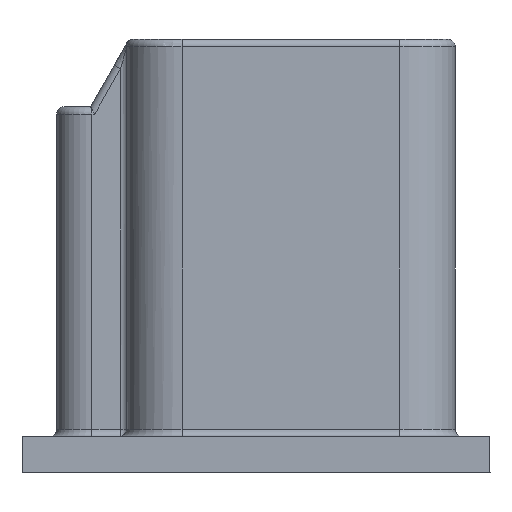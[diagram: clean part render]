
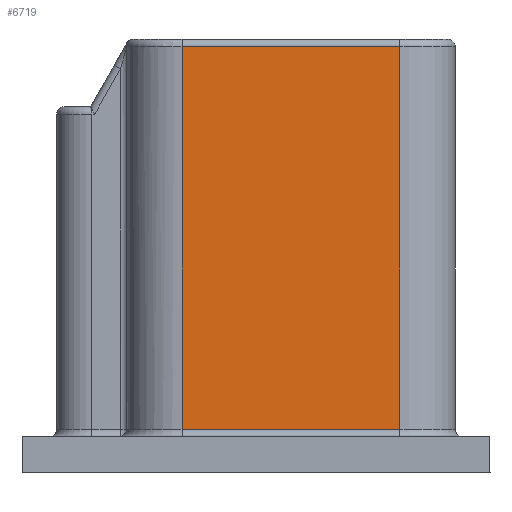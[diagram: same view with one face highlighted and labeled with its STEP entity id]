
A CAD part, left-side view. The second image highlights one B-rep face of the part: STEP entity #6719.
In plain terms, the highlighted planar face has unit normal (-1, 0, 0).
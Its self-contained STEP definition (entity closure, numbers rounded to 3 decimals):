
#6699=AXIS2_PLACEMENT_3D('Plane Axis2P3D',#6696,#6697,#6698) ;
#5318=CARTESIAN_POINT('Vertex',(-7.825,1.1,0.3)) ;
#5342=CARTESIAN_POINT('Vertex',(-7.825,-7.95,0.3)) ;
#5345=CARTESIAN_POINT('Line Origine',(-7.825,-1.975,0.3)) ;
#6674=CARTESIAN_POINT('Line Origine',(-7.825,1.1,15.)) ;
#6678=CARTESIAN_POINT('Vertex',(-7.825,1.1,16.2)) ;
#6696=CARTESIAN_POINT('Axis2P3D Location',(-7.825,0.6,15.)) ;
#6701=CARTESIAN_POINT('Line Origine',(-7.825,-7.95,8.25)) ;
#6705=CARTESIAN_POINT('Vertex',(-7.825,-7.95,16.2)) ;
#6708=CARTESIAN_POINT('Line Origine',(-7.825,-3.425,16.2)) ;
#5346=DIRECTION('Vector Direction',(0.,1.,0.)) ;
#6675=DIRECTION('Vector Direction',(0.,0.,-1.)) ;
#6697=DIRECTION('Axis2P3D Direction',(-1.,0.,0.)) ;
#6698=DIRECTION('Axis2P3D XDirection',(0.,0.,1.)) ;
#6702=DIRECTION('Vector Direction',(0.,0.,1.)) ;
#6709=DIRECTION('Vector Direction',(0.,1.,0.)) ;
#5347=VECTOR('Line Direction',#5346,1.) ;
#6676=VECTOR('Line Direction',#6675,1.) ;
#6703=VECTOR('Line Direction',#6702,1.) ;
#6710=VECTOR('Line Direction',#6709,1.) ;
#6714=ORIENTED_EDGE('',*,*,#6707,.T.) ;
#6715=ORIENTED_EDGE('',*,*,#6712,.F.) ;
#6716=ORIENTED_EDGE('',*,*,#6680,.F.) ;
#6717=ORIENTED_EDGE('',*,*,#5349,.T.) ;
#6719=ADVANCED_FACE('NOMINAL KEY C',(#6718),#6700,.T.) ;
#5349=EDGE_CURVE('',#5319,#5343,#5348,.F.) ;
#6680=EDGE_CURVE('',#5319,#6679,#6677,.F.) ;
#6707=EDGE_CURVE('',#5343,#6706,#6704,.T.) ;
#6712=EDGE_CURVE('',#6679,#6706,#6711,.F.) ;
#6713=EDGE_LOOP('',(#6714,#6715,#6716,#6717)) ;
#6718=FACE_OUTER_BOUND('',#6713,.T.) ;
#5348=LINE('Line',#5345,#5347) ;
#6677=LINE('Line',#6674,#6676) ;
#6704=LINE('Line',#6701,#6703) ;
#6711=LINE('Line',#6708,#6710) ;
#6700=PLANE('',#6699) ;
#5319=VERTEX_POINT('',#5318) ;
#5343=VERTEX_POINT('',#5342) ;
#6679=VERTEX_POINT('',#6678) ;
#6706=VERTEX_POINT('',#6705) ;
